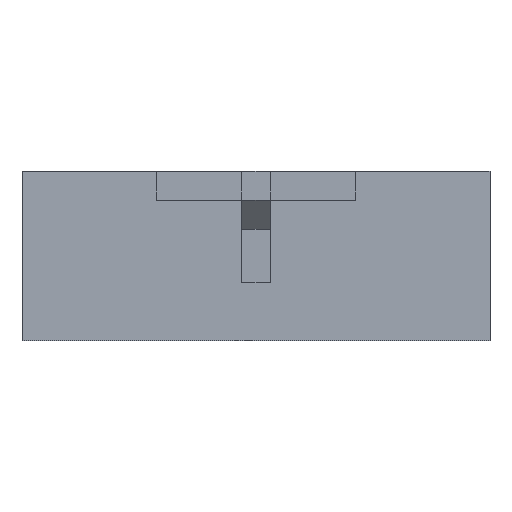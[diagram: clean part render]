
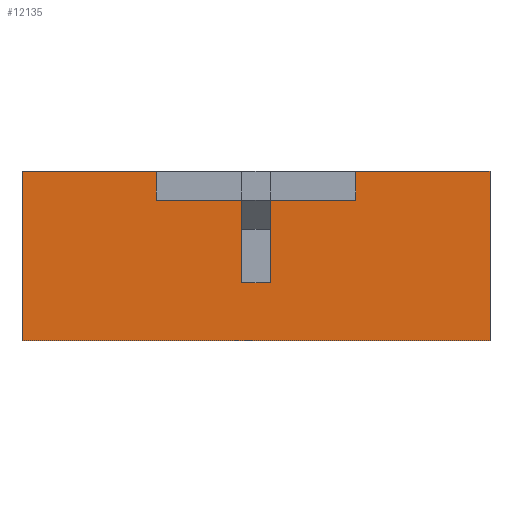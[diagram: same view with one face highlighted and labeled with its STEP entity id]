
A CAD part, left-side view. The second image highlights one B-rep face of the part: STEP entity #12135.
In plain terms, the highlighted planar face has unit normal (-1, 0, 0).
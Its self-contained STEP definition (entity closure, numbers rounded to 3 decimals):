
#2283 = VERTEX_POINT('',#2284);
#2284 = CARTESIAN_POINT('',(-19.8,-10.5,-3.8));
#2290 = EDGE_CURVE('',#2291,#2283,#2293,.T.);
#2291 = VERTEX_POINT('',#2292);
#2292 = CARTESIAN_POINT('',(-19.8,10.5,-3.8));
#2293 = LINE('',#2294,#2295);
#2294 = CARTESIAN_POINT('',(-19.8,10.5,-3.8));
#2295 = VECTOR('',#2296,1.);
#2296 = DIRECTION('',(0.,-1.,0.));
#7788 = VERTEX_POINT('',#7789);
#7789 = CARTESIAN_POINT('',(-19.8,-0.65,
    -1.2));
#7795 = EDGE_CURVE('',#7796,#7788,#7798,.T.);
#7796 = VERTEX_POINT('',#7797);
#7797 = CARTESIAN_POINT('',(-19.8,-0.65,2.5));
#7798 = LINE('',#7799,#7800);
#7799 = CARTESIAN_POINT('',(-19.8,-0.65,2.5));
#7800 = VECTOR('',#7801,1.);
#7801 = DIRECTION('',(0.,0.,-1.));
#7826 = EDGE_CURVE('',#7827,#7796,#7829,.T.);
#7827 = VERTEX_POINT('',#7828);
#7828 = CARTESIAN_POINT('',(-19.8,-4.475,2.5));
#7829 = LINE('',#7830,#7831);
#7830 = CARTESIAN_POINT('',(-19.8,-4.475,2.5));
#7831 = VECTOR('',#7832,1.);
#7832 = DIRECTION('',(0.,1.,0.));
#7905 = VERTEX_POINT('',#7906);
#7906 = CARTESIAN_POINT('',(-19.8,-4.475,
    3.8));
#7912 = EDGE_CURVE('',#7913,#7905,#7915,.T.);
#7913 = VERTEX_POINT('',#7914);
#7914 = CARTESIAN_POINT('',(-19.8,-10.5,3.8));
#7915 = LINE('',#7916,#7917);
#7916 = CARTESIAN_POINT('',(-19.8,-10.5,3.8));
#7917 = VECTOR('',#7918,1.);
#7918 = DIRECTION('',(0.,1.,0.));
#7969 = VERTEX_POINT('',#7970);
#7970 = CARTESIAN_POINT('',(-19.8,10.5,3.8));
#7976 = EDGE_CURVE('',#7977,#7969,#7979,.T.);
#7977 = VERTEX_POINT('',#7978);
#7978 = CARTESIAN_POINT('',(-19.8,4.475,
    3.8));
#7979 = LINE('',#7980,#7981);
#7980 = CARTESIAN_POINT('',(-19.8,4.475,
    3.8));
#7981 = VECTOR('',#7982,1.);
#7982 = DIRECTION('',(0.,1.,0.));
#8743 = VERTEX_POINT('',#8744);
#8744 = CARTESIAN_POINT('',(-19.8,4.475,2.5));
#8750 = EDGE_CURVE('',#8751,#8743,#8753,.T.);
#8751 = VERTEX_POINT('',#8752);
#8752 = CARTESIAN_POINT('',(-19.8,0.65,2.5));
#8753 = LINE('',#8754,#8755);
#8754 = CARTESIAN_POINT('',(-19.8,0.65,2.5));
#8755 = VECTOR('',#8756,1.);
#8756 = DIRECTION('',(0.,1.,0.));
#8773 = EDGE_CURVE('',#8743,#7977,#8774,.T.);
#8774 = LINE('',#8775,#8776);
#8775 = CARTESIAN_POINT('',(-19.8,4.475,2.5));
#8776 = VECTOR('',#8777,1.);
#8777 = DIRECTION('',(0.,0.,1.));
#12135 = ADVANCED_FACE('',(#12136),#12177,.T.);
#12136 = FACE_BOUND('',#12137,.T.);
#12137 = EDGE_LOOP('',(#12138,#12139,#12140,#12148,#12154,#12155,#12156,
    #12157,#12163,#12164,#12170,#12171));
#12138 = ORIENTED_EDGE('',*,*,#7826,.T.);
#12139 = ORIENTED_EDGE('',*,*,#7795,.T.);
#12140 = ORIENTED_EDGE('',*,*,#12141,.T.);
#12141 = EDGE_CURVE('',#7788,#12142,#12144,.T.);
#12142 = VERTEX_POINT('',#12143);
#12143 = CARTESIAN_POINT('',(-19.8,0.65,
    -1.2));
#12144 = LINE('',#12145,#12146);
#12145 = CARTESIAN_POINT('',(-19.8,-0.65,
    -1.2));
#12146 = VECTOR('',#12147,1.);
#12147 = DIRECTION('',(0.,1.,0.));
#12148 = ORIENTED_EDGE('',*,*,#12149,.T.);
#12149 = EDGE_CURVE('',#12142,#8751,#12150,.T.);
#12150 = LINE('',#12151,#12152);
#12151 = CARTESIAN_POINT('',(-19.8,0.65,
    -1.2));
#12152 = VECTOR('',#12153,1.);
#12153 = DIRECTION('',(0.,0.,1.));
#12154 = ORIENTED_EDGE('',*,*,#8750,.T.);
#12155 = ORIENTED_EDGE('',*,*,#8773,.T.);
#12156 = ORIENTED_EDGE('',*,*,#7976,.T.);
#12157 = ORIENTED_EDGE('',*,*,#12158,.T.);
#12158 = EDGE_CURVE('',#7969,#2291,#12159,.T.);
#12159 = LINE('',#12160,#12161);
#12160 = CARTESIAN_POINT('',(-19.8,10.5,3.8));
#12161 = VECTOR('',#12162,1.);
#12162 = DIRECTION('',(0.,0.,-1.));
#12163 = ORIENTED_EDGE('',*,*,#2290,.T.);
#12164 = ORIENTED_EDGE('',*,*,#12165,.T.);
#12165 = EDGE_CURVE('',#2283,#7913,#12166,.T.);
#12166 = LINE('',#12167,#12168);
#12167 = CARTESIAN_POINT('',(-19.8,-10.5,-3.8));
#12168 = VECTOR('',#12169,1.);
#12169 = DIRECTION('',(0.,0.,1.));
#12170 = ORIENTED_EDGE('',*,*,#7912,.T.);
#12171 = ORIENTED_EDGE('',*,*,#12172,.T.);
#12172 = EDGE_CURVE('',#7905,#7827,#12173,.T.);
#12173 = LINE('',#12174,#12175);
#12174 = CARTESIAN_POINT('',(-19.8,-4.475,
    3.8));
#12175 = VECTOR('',#12176,1.);
#12176 = DIRECTION('',(0.,0.,-1.));
#12177 = PLANE('',#12178);
#12178 = AXIS2_PLACEMENT_3D('',#12179,#12180,#12181);
#12179 = CARTESIAN_POINT('',(-19.8,0.,-0.051));
#12180 = DIRECTION('',(-1.,-0.,-0.));
#12181 = DIRECTION('',(0.,0.,-1.));
